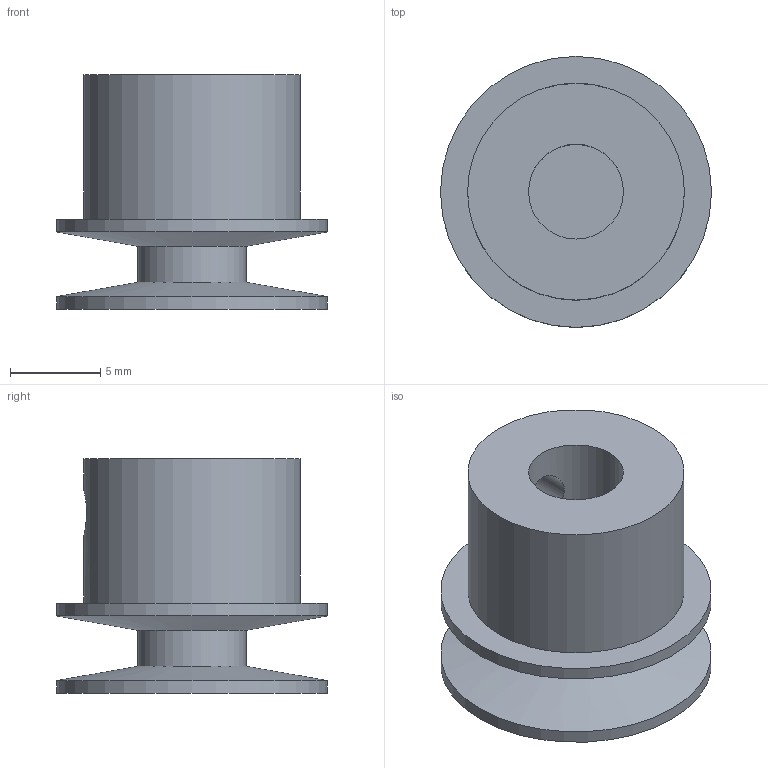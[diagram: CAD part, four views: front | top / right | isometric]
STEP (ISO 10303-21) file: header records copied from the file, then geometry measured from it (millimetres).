
FILE_DESCRIPTION(/* description */ (''),/* implementation_level */ '2;1');
FILE_NAME(/* name */ '013 bis v2.stp',/* time_stamp */ '2024-05-05T11:31:23+02:00',/* author */ (''),/* organization */ (''),/* preprocessor_version */ 'ST-DEVELOPER v20',/* originating_system */ 'Autodesk Translation Framework v12.20.1.177',/* authorisation */ '');
FILE_SCHEMA (('AUTOMOTIVE_DESIGN { 1 0 10303 214 3 1 1 }'));
Length unit declared in the file: millimetre
Products named in the file (1): 013 bis
Bounding box: 15 x 15 x 13 mm (x, y, z)
Volume: 1185.7 mm3; surface area: 1194.1 mm2
Topology: 1 solids, 1 shells, 12 faces, 21 edges, 13 vertices
Faces by surface type: cylinder 6, plane 4, cone 2
Full cylindrical faces by diameter (mm): 2.7 x1, 5.25 x1, 6 x1, 12 x1, 15 x2
Entity records: 389 total; most frequent: CARTESIAN_POINT 114, DIRECTION 54, ORIENTED_EDGE 42, AXIS2_PLACEMENT_3D 23, EDGE_CURVE 21, EDGE_LOOP 16, VERTEX_POINT 13, FACE_OUTER_BOUND 12
